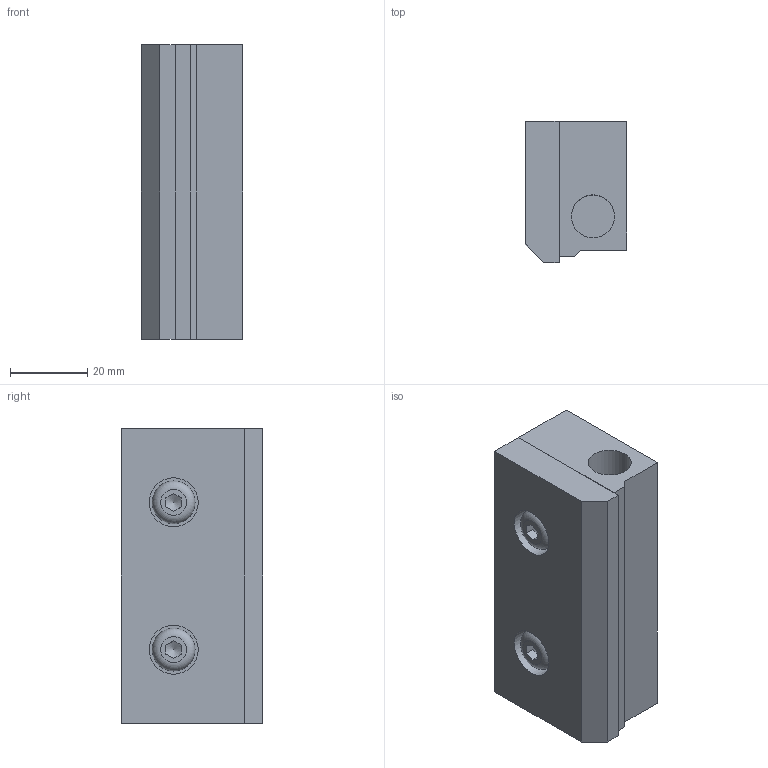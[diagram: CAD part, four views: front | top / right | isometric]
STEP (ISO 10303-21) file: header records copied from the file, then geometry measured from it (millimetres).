
FILE_DESCRIPTION(/* description */ (''),/* implementation_level */ '2;1');
FILE_NAME(/* name */ '110003SS.stp',/* time_stamp */ '2016-08-23T08:34:09-04:00',/* author */ ('Chris Yerkins'),/* organization */ (''),/* preprocessor_version */ 'ST-DEVELOPER v16.5',/* originating_system */ 'Autodesk Inventor 2017',/* authorisation */ '');
FILE_SCHEMA (('AUTOMOTIVE_DESIGN { 1 0 10303 214 3 1 1 }'));
Length unit declared in the file: inch
Products named in the file (4): 110003SS; 110003SS-B; 110003SS-C; Unbrako - 1/4 x 5/8
Assembly tree (4 placements, depth 2):
  110003SS
    110003SS-B
    110003SS-C
    Unbrako - 1/4 x 5/8  x2
Bounding box: 26.21 x 36.53 x 76.2 mm (x, y, z)
Volume: 60917.9 mm3; surface area: 20710.6 mm2
Topology: 4 solids, 4 shells, 62 faces, 132 edges, 84 vertices
Faces by surface type: plane 37, cylinder 13, cone 8, torus 4
Full cylindrical faces by diameter (mm): 6.35 x6, 11.1 x2, 11.112 x3, 12.7 x2
Entity records: 1296 total; most frequent: DIRECTION 213, CARTESIAN_POINT 210, ORIENTED_EDGE 160, AXIS2_PLACEMENT_3D 84, EDGE_LOOP 81, EDGE_CURVE 80, VERTEX_POINT 63, FACE_OUTER_BOUND 47
